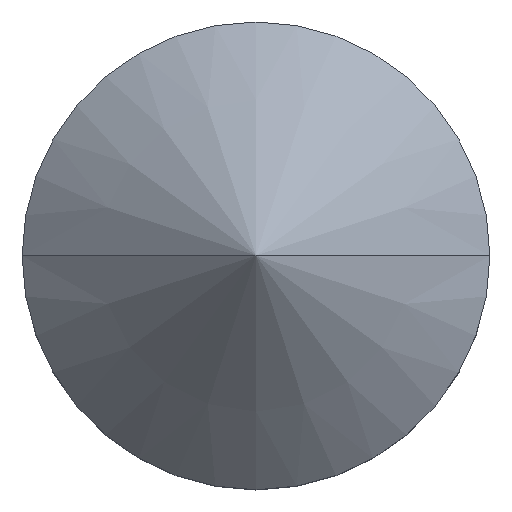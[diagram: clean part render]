
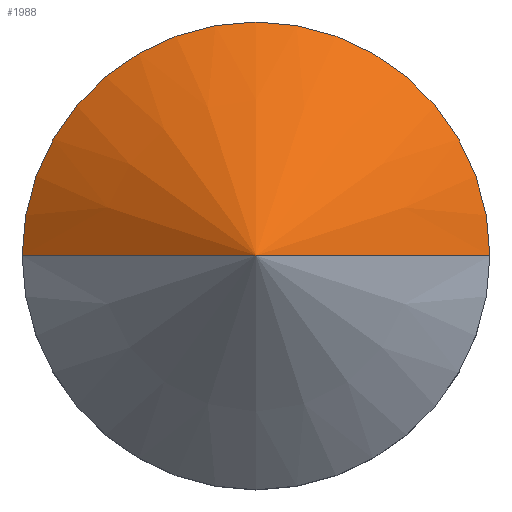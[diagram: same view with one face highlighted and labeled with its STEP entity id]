
A CAD part, top view. The second image highlights one B-rep face of the part: STEP entity #1988.
In plain terms, the highlighted conical face has half-angle 49.471 degrees and reference radius 1169.64 mm.
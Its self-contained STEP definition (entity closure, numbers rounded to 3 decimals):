
#187 = DIRECTION ( 'NONE',  ( 0., 0., 1. ) ) ;
#308 = ORIENTED_EDGE ( 'NONE', *, *, #1121, .T. ) ;
#398 = AXIS2_PLACEMENT_3D ( 'NONE', #1298, #1287, #2145 ) ;
#405 = ORIENTED_EDGE ( 'NONE', *, *, #802, .F. ) ;
#502 = VERTEX_POINT ( 'NONE', #1633 ) ;
#523 = CIRCLE ( 'NONE', #1508, 16.375 ) ;
#534 = CARTESIAN_POINT ( 'NONE',  ( 16.375, 0., 20. ) ) ;
#790 = CARTESIAN_POINT ( 'NONE',  ( 0., 0., 34. ) ) ;
#802 = EDGE_CURVE ( 'NONE', #502, #1522, #1672, .T. ) ;
#1121 = EDGE_CURVE ( 'NONE', #2215, #1522, #523, .T. ) ;
#1206 = CARTESIAN_POINT ( 'NONE',  ( -16.375, 0., 20. ) ) ;
#1208 = DIRECTION ( 'NONE',  ( -0.76, 0., -0.65 ) ) ;
#1287 = DIRECTION ( 'NONE',  ( 0., 0., -1. ) ) ;
#1298 = CARTESIAN_POINT ( 'NONE',  ( 0., 0., -966. ) ) ;
#1401 = VECTOR ( 'NONE', #2729, 1000. ) ;
#1508 = AXIS2_PLACEMENT_3D ( 'NONE', #2095, #187, #1888 ) ;
#1522 = VERTEX_POINT ( 'NONE', #1206 ) ;
#1561 = EDGE_LOOP ( 'NONE', ( #405, #2408, #308 ) ) ;
#1633 = CARTESIAN_POINT ( 'NONE',  ( 0., 0., 34. ) ) ;
#1672 = LINE ( 'NONE', #790, #2365 ) ;
#1771 = EDGE_CURVE ( 'NONE', #502, #2215, #2305, .T. ) ;
#1873 = CARTESIAN_POINT ( 'NONE',  ( 0., 0., 34. ) ) ;
#1888 = DIRECTION ( 'NONE',  ( 1., 0., 0. ) ) ;
#1988 = ADVANCED_FACE ( 'NONE', ( #2363 ), #2668, .T. ) ;
#2095 = CARTESIAN_POINT ( 'NONE',  ( 0., 0., 20. ) ) ;
#2145 = DIRECTION ( 'NONE',  ( -1., 0., 0. ) ) ;
#2215 = VERTEX_POINT ( 'NONE', #534 ) ;
#2305 = LINE ( 'NONE', #1873, #1401 ) ;
#2363 = FACE_OUTER_BOUND ( 'NONE', #1561, .T. ) ;
#2365 = VECTOR ( 'NONE', #1208, 1000. ) ;
#2408 = ORIENTED_EDGE ( 'NONE', *, *, #1771, .T. ) ;
#2668 = CONICAL_SURFACE ( 'NONE', #398, 1169.643, 0.863 ) ;
#2729 = DIRECTION ( 'NONE',  ( 0.76, 0., -0.65 ) ) ;
